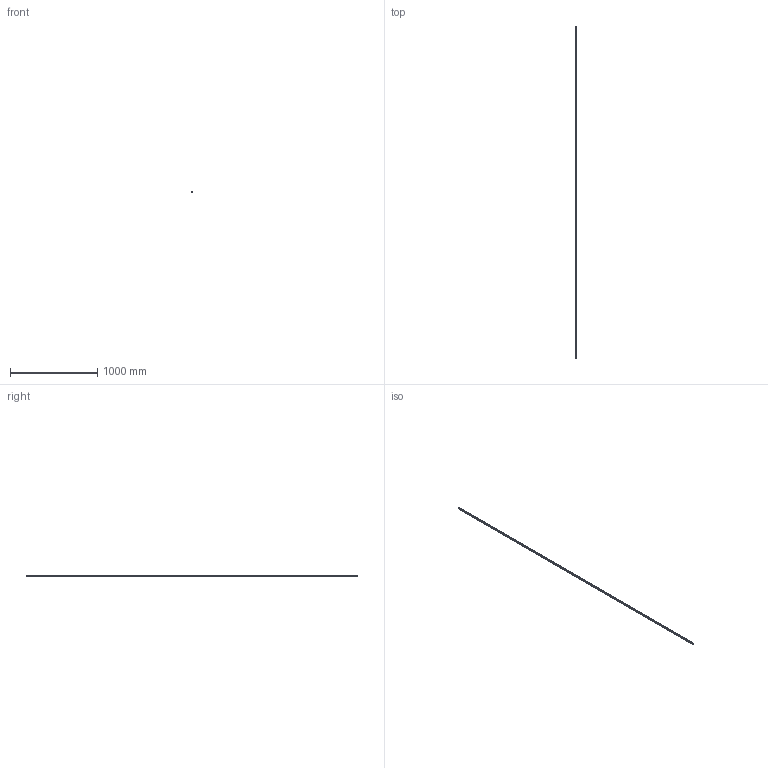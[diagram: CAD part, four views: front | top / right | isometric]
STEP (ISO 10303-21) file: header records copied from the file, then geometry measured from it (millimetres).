
FILE_DESCRIPTION(('STEP AP214'),'1');
FILE_NAME('cctmp_15502BE2-11E1-48EC-B855-39A8E6E7CDF6_2021_01_19_11_33_10_0071..stp','2021-01-19T10:33:10',('HIWIN GmbH'),('CADClick - www.CADClick.com'),'Spatial InterOp 3D',' ','unknown authorization');
FILE_SCHEMA(('AUTOMOTIVE_DESIGN'));
Length unit declared in the file: millimetre
Products named in the file (1): HGR15T3810C_FILE
Bounding box: 15 x 3810 x 15 mm (x, y, z)
Volume: 715120.6 mm3; surface area: 241625.3 mm2
Topology: 1 solids, 1 shells, 371 faces, 967 edges, 538 vertices
Faces by surface type: cylinder 154, cone 128, plane 89
Entity records: 13361 total; most frequent: DIRECTION 1891, CARTESIAN_POINT 1749, ORIENTED_EDGE 1678, EDGE_CURVE 839, AXIS2_PLACEMENT_3D 680, VERTEX_POINT 538, LINE 531, VECTOR 531
